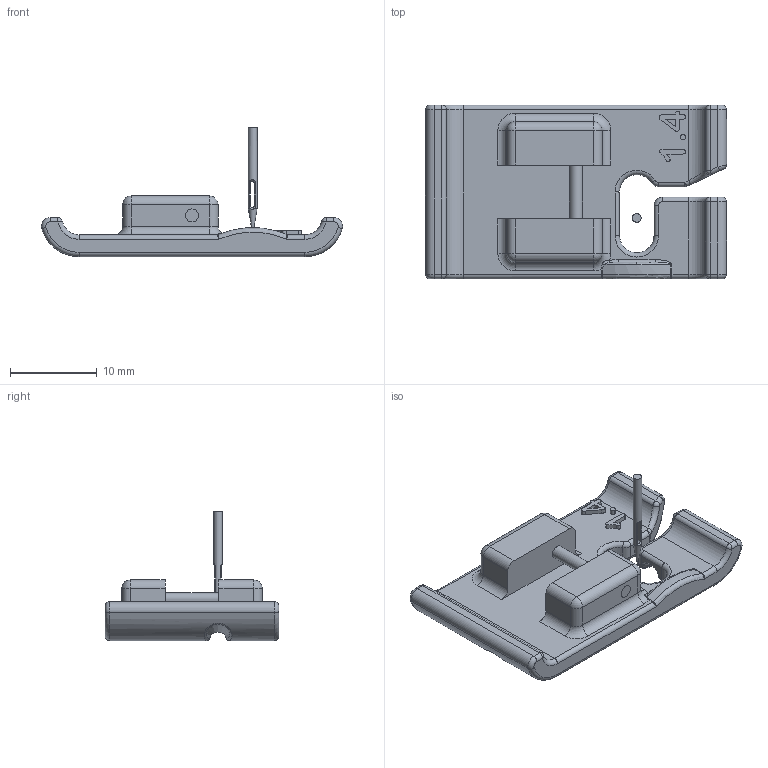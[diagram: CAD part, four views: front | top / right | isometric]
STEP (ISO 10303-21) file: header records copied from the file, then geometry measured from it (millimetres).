
FILE_DESCRIPTION(('HOOPS Exchange Step'),'2;1');
FILE_NAME('temp_export','2025-05-31T23:43:12+20:00',('me'),('Shapr3D Limited'),'HOOPS Exchange 2024.8','Shapr3D','Authorized');
FILE_SCHEMA( ('AP242_MANAGED_MODEL_BASED_3D_ENGINEERING_MIM_LF {1 0 10303 442 1 1 4}') );
Length unit declared in the file: millimetre
Products named in the file (1): root
Bounding box: 34.71 x 20 x 14.9 mm (x, y, z)
Volume: 2131.9 mm3; surface area: 2079.2 mm2
Topology: 3 solids, 3 shells, 226 faces, 541 edges, 309 vertices
Faces by surface type: cylinder 73, plane 50, bspline 46, torus 40, sphere 12, cone 5
Full cylindrical faces by diameter (mm): 1 x1, 1.5 x3
Entity records: 10666 total; most frequent: CARTESIAN_POINT 5642, ORIENTED_EDGE 1052, DIRECTION 1027, EDGE_CURVE 526, AXIS2_PLACEMENT_3D 414, VERTEX_POINT 309, EDGE_LOOP 235, FACE_BOUND 235
